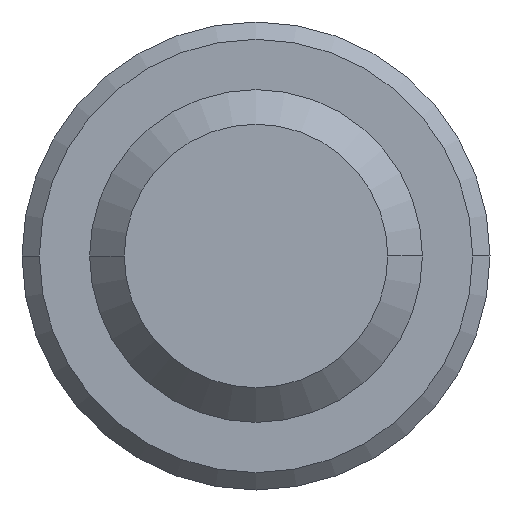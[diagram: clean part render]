
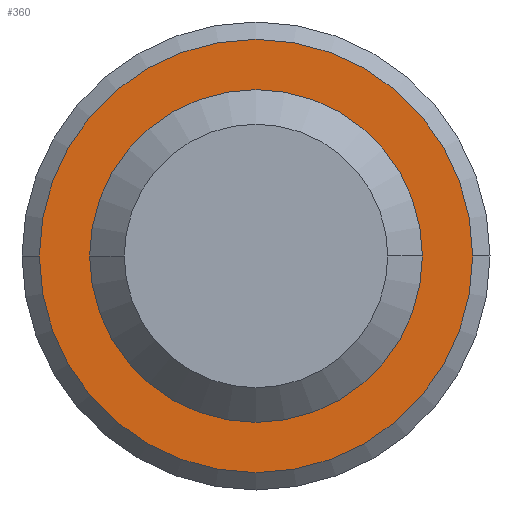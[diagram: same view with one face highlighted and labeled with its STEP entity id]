
A CAD part, front view. The second image highlights one B-rep face of the part: STEP entity #360.
In plain terms, the highlighted planar face has unit normal (0, -1, 0).
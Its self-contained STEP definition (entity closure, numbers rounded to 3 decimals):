
#19 = DIRECTION ( 'NONE',  ( 0., 1., 0. ) ) ;
#50 = CARTESIAN_POINT ( 'NONE',  ( 0., 6., 0. ) ) ;
#56 = CARTESIAN_POINT ( 'NONE',  ( 6.25, 6., 0. ) ) ;
#63 = DIRECTION ( 'NONE',  ( 0., 1., 0. ) ) ;
#68 = DIRECTION ( 'NONE',  ( -1., 0., 0. ) ) ;
#96 = DIRECTION ( 'NONE',  ( -1., 0., 0. ) ) ;
#97 = DIRECTION ( 'NONE',  ( 0., 1., 0. ) ) ;
#98 = PLANE ( 'NONE',  #172 ) ;
#101 = CARTESIAN_POINT ( 'NONE',  ( 4.8, 6., 0. ) ) ;
#106 = CARTESIAN_POINT ( 'NONE',  ( 4.8, 6., 0. ) ) ;
#114 = CARTESIAN_POINT ( 'NONE',  ( -6.25, 6., 0. ) ) ;
#115 = CARTESIAN_POINT ( 'NONE',  ( -4.8, 6., 0. ) ) ;
#119 = DIRECTION ( 'NONE',  ( -1., 0., 0. ) ) ;
#121 = DIRECTION ( 'NONE',  ( 0., 1., 0. ) ) ;
#123 = CARTESIAN_POINT ( 'NONE',  ( 0., 6., 0. ) ) ;
#128 = DIRECTION ( 'NONE',  ( -1., 0., 0. ) ) ;
#129 = DIRECTION ( 'NONE',  ( 0., 1., 0. ) ) ;
#130 = CARTESIAN_POINT ( 'NONE',  ( 0., 6., 0. ) ) ;
#146 = CARTESIAN_POINT ( 'NONE',  ( 0., 6., 0. ) ) ;
#148 = DIRECTION ( 'NONE',  ( -1., 0., 0. ) ) ;
#172 = AXIS2_PLACEMENT_3D ( 'NONE', #101, #97, #96 ) ;
#179 = AXIS2_PLACEMENT_3D ( 'NONE', #146, #19, #68 ) ;
#181 = AXIS2_PLACEMENT_3D ( 'NONE', #130, #129, #119 ) ;
#184 = AXIS2_PLACEMENT_3D ( 'NONE', #123, #121, #128 ) ;
#185 = AXIS2_PLACEMENT_3D ( 'NONE', #50, #63, #148 ) ;
#202 = EDGE_CURVE ( 'NONE', #342, #277, #341, .T. ) ;
#204 = EDGE_CURVE ( 'NONE', #277, #342, #313, .T. ) ;
#208 = EDGE_CURVE ( 'NONE', #220, #316, #249, .T. ) ;
#211 = EDGE_CURVE ( 'NONE', #316, #220, #251, .T. ) ;
#220 = VERTEX_POINT ( 'NONE', #56 ) ;
#226 = EDGE_LOOP ( 'NONE', ( #252, #304 ) ) ;
#236 = EDGE_LOOP ( 'NONE', ( #348, #319 ) ) ;
#249 = CIRCLE ( 'NONE', #181, 6.25 ) ;
#251 = CIRCLE ( 'NONE', #179, 6.25 ) ;
#252 = ORIENTED_EDGE ( 'NONE', *, *, #204, .T. ) ;
#277 = VERTEX_POINT ( 'NONE', #115 ) ;
#294 = FACE_BOUND ( 'NONE', #226, .T. ) ;
#304 = ORIENTED_EDGE ( 'NONE', *, *, #202, .T. ) ;
#313 = CIRCLE ( 'NONE', #184, 4.8 ) ;
#316 = VERTEX_POINT ( 'NONE', #114 ) ;
#319 = ORIENTED_EDGE ( 'NONE', *, *, #208, .F. ) ;
#341 = CIRCLE ( 'NONE', #185, 4.8 ) ;
#342 = VERTEX_POINT ( 'NONE', #106 ) ;
#348 = ORIENTED_EDGE ( 'NONE', *, *, #211, .F. ) ;
#357 = FACE_OUTER_BOUND ( 'NONE', #236, .T. ) ;
#360 = ADVANCED_FACE ( 'NONE', ( #357, #294 ), #98, .F. ) ;
